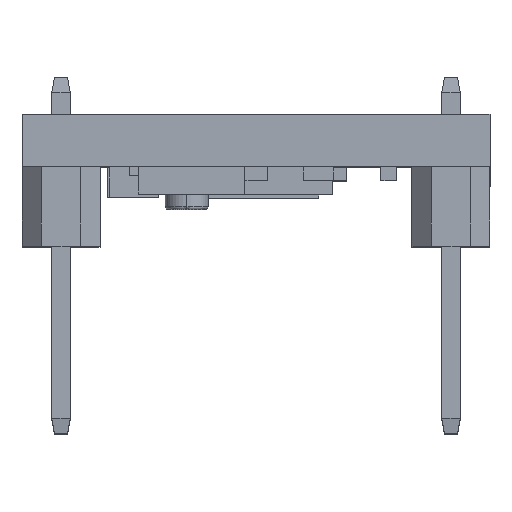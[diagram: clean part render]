
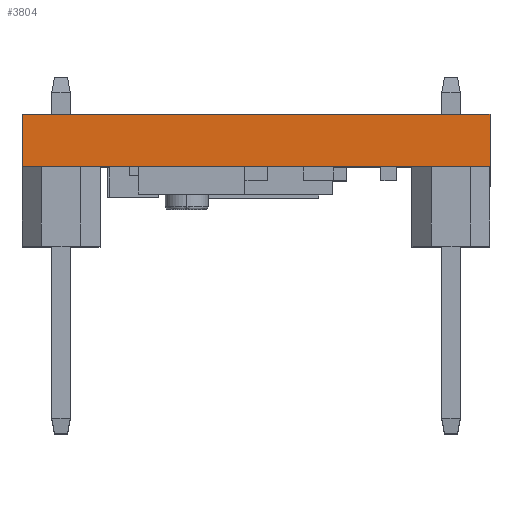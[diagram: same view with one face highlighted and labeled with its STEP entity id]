
A CAD part, top view. The second image highlights one B-rep face of the part: STEP entity #3804.
In plain terms, the highlighted planar face has unit normal (0, 0, 1).
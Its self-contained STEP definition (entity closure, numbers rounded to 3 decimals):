
#786 = VECTOR ( 'NONE', #23716, 1000. ) ;
#2064 = CARTESIAN_POINT ( 'NONE',  ( -7.62, 4.3, 10.16 ) ) ;
#3804 = ADVANCED_FACE ( 'NONE', ( #27665 ), #4396, .T. ) ;
#4396 = PLANE ( 'NONE',  #7974 ) ;
#5010 = ORIENTED_EDGE ( 'NONE', *, *, #10502, .F. ) ;
#5241 = CARTESIAN_POINT ( 'NONE',  ( 7.62, 2.6, 10.16 ) ) ;
#6295 = CARTESIAN_POINT ( 'NONE',  ( 7.62, 2.6, 10.16 ) ) ;
#6441 = CARTESIAN_POINT ( 'NONE',  ( -7.62, 2.6, 10.16 ) ) ;
#6997 = VERTEX_POINT ( 'NONE', #11152 ) ;
#7974 = AXIS2_PLACEMENT_3D ( 'NONE', #14818, #22673, #33110 ) ;
#10502 = EDGE_CURVE ( 'NONE', #23798, #31616, #16923, .T. ) ;
#11152 = CARTESIAN_POINT ( 'NONE',  ( 7.62, 4.3, 10.16 ) ) ;
#13134 = CARTESIAN_POINT ( 'NONE',  ( 7.62, 4.3, 10.16 ) ) ;
#13222 = EDGE_LOOP ( 'NONE', ( #5010, #28072, #29829, #29935 ) ) ;
#13293 = LINE ( 'NONE', #13134, #786 ) ;
#14798 = LINE ( 'NONE', #30533, #30303 ) ;
#14818 = CARTESIAN_POINT ( 'NONE',  ( 7.62, 4.3, 10.16 ) ) ;
#15354 = LINE ( 'NONE', #5241, #23681 ) ;
#16923 = LINE ( 'NONE', #24268, #29465 ) ;
#21282 = VERTEX_POINT ( 'NONE', #6295 ) ;
#22673 = DIRECTION ( 'NONE',  ( 0., 0., 1. ) ) ;
#23681 = VECTOR ( 'NONE', #33799, 1000. ) ;
#23716 = DIRECTION ( 'NONE',  ( -1., 0., 0. ) ) ;
#23798 = VERTEX_POINT ( 'NONE', #6441 ) ;
#24268 = CARTESIAN_POINT ( 'NONE',  ( -7.62, 4.3, 10.16 ) ) ;
#24773 = DIRECTION ( 'NONE',  ( 0., 1., 0. ) ) ;
#27665 = FACE_OUTER_BOUND ( 'NONE', #13222, .T. ) ;
#27979 = DIRECTION ( 'NONE',  ( 0., 1., 0. ) ) ;
#28072 = ORIENTED_EDGE ( 'NONE', *, *, #28232, .T. ) ;
#28232 = EDGE_CURVE ( 'NONE', #23798, #21282, #15354, .T. ) ;
#29465 = VECTOR ( 'NONE', #24773, 1000. ) ;
#29829 = ORIENTED_EDGE ( 'NONE', *, *, #29918, .T. ) ;
#29918 = EDGE_CURVE ( 'NONE', #21282, #6997, #14798, .T. ) ;
#29935 = ORIENTED_EDGE ( 'NONE', *, *, #33587, .T. ) ;
#30303 = VECTOR ( 'NONE', #27979, 1000. ) ;
#30533 = CARTESIAN_POINT ( 'NONE',  ( 7.62, 4.3, 10.16 ) ) ;
#31616 = VERTEX_POINT ( 'NONE', #2064 ) ;
#33110 = DIRECTION ( 'NONE',  ( 1., 0., 0. ) ) ;
#33587 = EDGE_CURVE ( 'NONE', #6997, #31616, #13293, .T. ) ;
#33799 = DIRECTION ( 'NONE',  ( 1., 0., 0. ) ) ;
